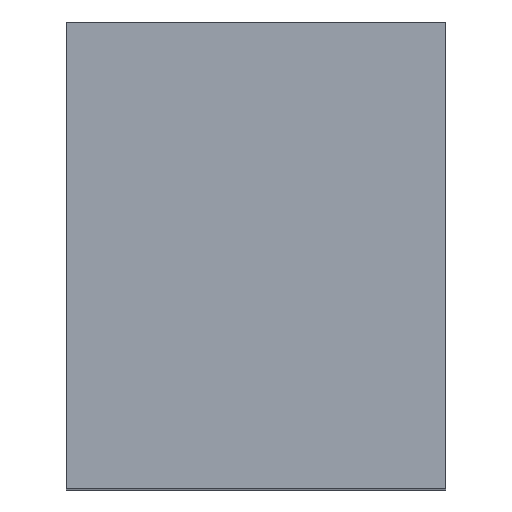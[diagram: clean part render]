
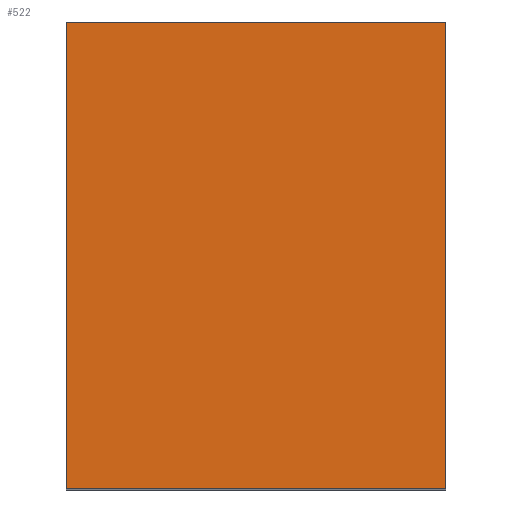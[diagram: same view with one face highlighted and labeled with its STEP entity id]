
A CAD part, top view. The second image highlights one B-rep face of the part: STEP entity #522.
In plain terms, the highlighted face is planar.
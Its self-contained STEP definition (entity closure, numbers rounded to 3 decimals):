
#92=ORIENTED_EDGE('',*,*,#229,.F.);
#93=ORIENTED_EDGE('',*,*,#236,.F.);
#94=ORIENTED_EDGE('',*,*,#235,.T.);
#95=ORIENTED_EDGE('',*,*,#237,.T.);
#229=EDGE_CURVE('',#301,#302,#349,.T.);
#235=EDGE_CURVE('',#305,#307,#355,.T.);
#236=EDGE_CURVE('',#305,#301,#356,.T.);
#237=EDGE_CURVE('',#307,#302,#357,.T.);
#301=VERTEX_POINT('',#840);
#302=VERTEX_POINT('',#842);
#305=VERTEX_POINT('',#849);
#307=VERTEX_POINT('',#853);
#349=LINE('',#841,#381);
#355=LINE('',#854,#387);
#356=LINE('',#856,#388);
#357=LINE('',#857,#389);
#381=VECTOR('',#653,1000.);
#387=VECTOR('',#661,1000.);
#388=VECTOR('',#664,1000.);
#389=VECTOR('',#665,1000.);
#414=EDGE_LOOP('',(#92,#93,#94,#95));
#460=FACE_BOUND('',#414,.T.);
#506=PLANE('',#573);
#522=ADVANCED_FACE('',(#460),#506,.T.);
#573=AXIS2_PLACEMENT_3D('',#855,#662,#663);
#653=DIRECTION('',(-1.,0.,0.));
#661=DIRECTION('',(-1.,0.,0.));
#662=DIRECTION('',(0.,1.,0.));
#663=DIRECTION('',(0.,0.,1.));
#664=DIRECTION('',(0.,0.,1.));
#665=DIRECTION('',(0.,0.,1.));
#840=CARTESIAN_POINT('',(-30.748,-5.404,39.099));
#841=CARTESIAN_POINT('',(-44.588,-5.404,39.099));
#842=CARTESIAN_POINT('',(-44.588,-5.404,39.099));
#849=CARTESIAN_POINT('',(-30.748,-5.404,22.059));
#853=CARTESIAN_POINT('',(-44.588,-5.404,22.059));
#854=CARTESIAN_POINT('',(-44.588,-5.404,22.059));
#855=CARTESIAN_POINT('',(-44.588,-5.404,22.059));
#856=CARTESIAN_POINT('',(-30.748,-5.404,22.059));
#857=CARTESIAN_POINT('',(-44.588,-5.404,22.059));
